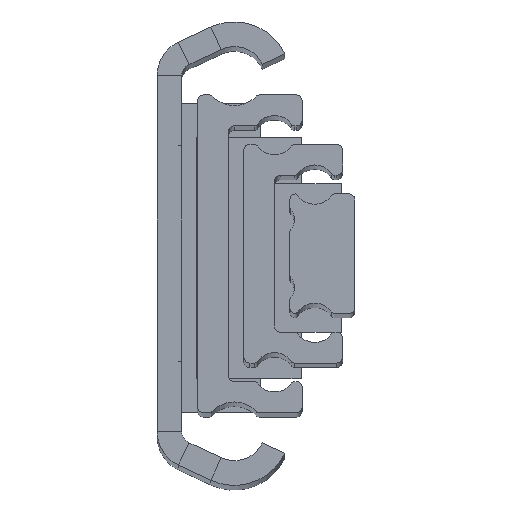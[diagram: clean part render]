
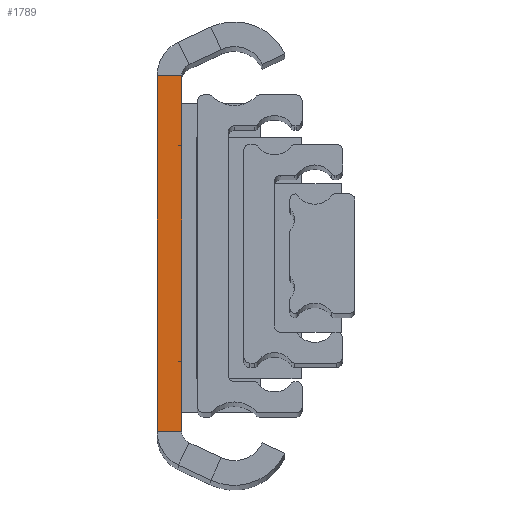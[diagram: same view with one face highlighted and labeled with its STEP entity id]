
A CAD part, top view. The second image highlights one B-rep face of the part: STEP entity #1789.
In plain terms, the highlighted planar face has unit normal (0, 0, 1).
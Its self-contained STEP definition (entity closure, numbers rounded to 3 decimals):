
#217 = AXIS2_PLACEMENT_3D ( 'NONE', #6593, #3914, #2173 ) ;
#506 = CARTESIAN_POINT ( 'NONE',  ( 4., 28.779, 0. ) ) ;
#613 = VECTOR ( 'NONE', #2819, 1000. ) ;
#638 = EDGE_CURVE ( 'NONE', #4438, #1718, #6543, .T. ) ;
#681 = LINE ( 'NONE', #6652, #613 ) ;
#1641 = CARTESIAN_POINT ( 'NONE',  ( 0., -28.779, 0. ) ) ;
#1668 = DIRECTION ( 'NONE',  ( 0., -1., 0. ) ) ;
#1713 = LINE ( 'NONE', #6493, #4734 ) ;
#1718 = VERTEX_POINT ( 'NONE', #3040 ) ;
#1789 = ADVANCED_FACE ( 'NONE', ( #2295 ), #4452, .F. ) ;
#2173 = DIRECTION ( 'NONE',  ( 0., -1., 0. ) ) ;
#2201 = DIRECTION ( 'NONE',  ( -1., 0., 0. ) ) ;
#2295 = FACE_OUTER_BOUND ( 'NONE', #5819, .T. ) ;
#2635 = DIRECTION ( 'NONE',  ( 0., -1., 0. ) ) ;
#2755 = CARTESIAN_POINT ( 'NONE',  ( 4., 28.779, 0. ) ) ;
#2798 = ORIENTED_EDGE ( 'NONE', *, *, #4267, .T. ) ;
#2819 = DIRECTION ( 'NONE',  ( -1., 0., 0. ) ) ;
#2932 = CARTESIAN_POINT ( 'NONE',  ( 0., 28.779, 0. ) ) ;
#2972 = EDGE_CURVE ( 'NONE', #5788, #4438, #5300, .T. ) ;
#3040 = CARTESIAN_POINT ( 'NONE',  ( 0., -28.779, 0. ) ) ;
#3824 = VECTOR ( 'NONE', #2635, 1000. ) ;
#3914 = DIRECTION ( 'NONE',  ( 0., 0., -1. ) ) ;
#4106 = CARTESIAN_POINT ( 'NONE',  ( 4., -28.779, 0. ) ) ;
#4267 = EDGE_CURVE ( 'NONE', #4944, #1718, #1713, .T. ) ;
#4438 = VERTEX_POINT ( 'NONE', #4106 ) ;
#4452 = PLANE ( 'NONE',  #217 ) ;
#4724 = ORIENTED_EDGE ( 'NONE', *, *, #5269, .T. ) ;
#4734 = VECTOR ( 'NONE', #1668, 1000. ) ;
#4751 = ORIENTED_EDGE ( 'NONE', *, *, #638, .F. ) ;
#4944 = VERTEX_POINT ( 'NONE', #2932 ) ;
#5269 = EDGE_CURVE ( 'NONE', #5788, #4944, #681, .T. ) ;
#5300 = LINE ( 'NONE', #506, #3824 ) ;
#5788 = VERTEX_POINT ( 'NONE', #2755 ) ;
#5814 = VECTOR ( 'NONE', #2201, 1000. ) ;
#5819 = EDGE_LOOP ( 'NONE', ( #4751, #6663, #4724, #2798 ) ) ;
#6493 = CARTESIAN_POINT ( 'NONE',  ( 0., 28.779, 0. ) ) ;
#6543 = LINE ( 'NONE', #1641, #5814 ) ;
#6593 = CARTESIAN_POINT ( 'NONE',  ( 0., 28.779, 0. ) ) ;
#6652 = CARTESIAN_POINT ( 'NONE',  ( 0., 28.779, 0. ) ) ;
#6663 = ORIENTED_EDGE ( 'NONE', *, *, #2972, .F. ) ;
